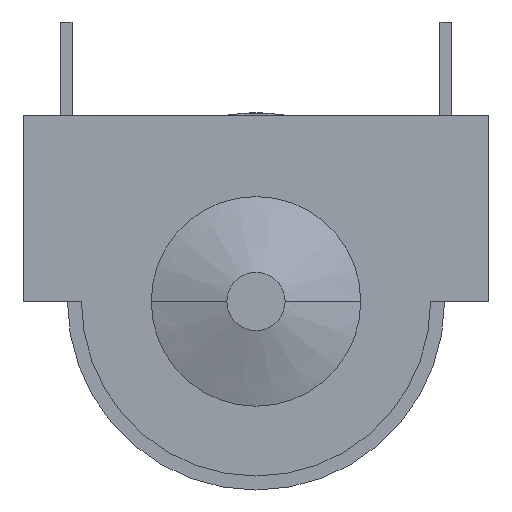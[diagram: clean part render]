
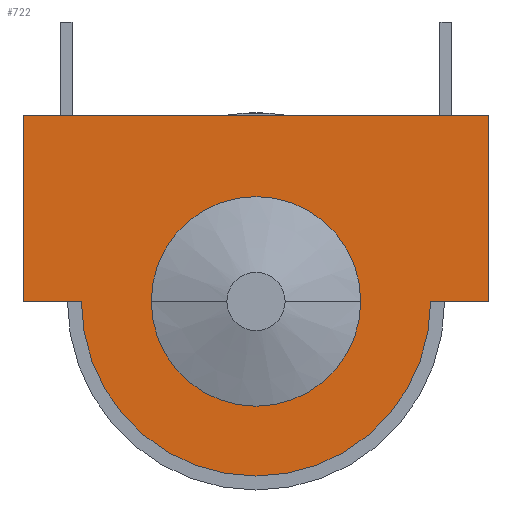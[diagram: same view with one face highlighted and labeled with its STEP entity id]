
A CAD part, left-side view. The second image highlights one B-rep face of the part: STEP entity #722.
In plain terms, the highlighted planar face has unit normal (-1, 0, 0).
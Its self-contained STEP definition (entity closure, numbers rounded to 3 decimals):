
#1=CARTESIAN_POINT('',(0.,0.,0.));
#2=DIRECTION('',(1.,0.,0.));
#3=DIRECTION('',(0.,-1.,0.));
#4=AXIS2_PLACEMENT_3D('',#1,#2,#3);
#6=CARTESIAN_POINT('',(0.,0.,0.));
#7=DIRECTION('',(-1.,0.,0.));
#8=DIRECTION('',(0.,1.,0.));
#9=AXIS2_PLACEMENT_3D('',#6,#7,#8);
#11=CARTESIAN_POINT('',(0.,0.,0.));
#12=DIRECTION('',(-1.,0.,0.));
#13=DIRECTION('',(0.,-1.,0.));
#14=AXIS2_PLACEMENT_3D('',#11,#12,#13);
#16=DIRECTION('',(0.,0.,-1.));
#17=VECTOR('',#16,8.);
#18=CARTESIAN_POINT('',(0.,10.,8.));
#19=LINE('',#18,#17);
#24=DIRECTION('',(0.,-1.,0.));
#25=VECTOR('',#24,2.5);
#26=CARTESIAN_POINT('',(0.,10.,0.));
#27=LINE('',#26,#25);
#54=DIRECTION('',(0.,-1.,0.));
#55=VECTOR('',#54,2.5);
#56=CARTESIAN_POINT('',(0.,-7.5,0.));
#57=LINE('',#56,#55);
#62=DIRECTION('',(0.,0.,1.));
#63=VECTOR('',#62,8.);
#64=CARTESIAN_POINT('',(0.,-10.,0.));
#65=LINE('',#64,#63);
#78=DIRECTION('',(0.,1.,0.));
#79=VECTOR('',#78,20.);
#80=CARTESIAN_POINT('',(0.,-10.,8.));
#81=LINE('',#80,#79);
#537=CARTESIAN_POINT('',(0.,10.,8.));
#538=CARTESIAN_POINT('',(0.,10.,0.));
#539=VERTEX_POINT('',#537);
#540=VERTEX_POINT('',#538);
#541=CARTESIAN_POINT('',(0.,-10.,8.));
#542=VERTEX_POINT('',#541);
#543=CARTESIAN_POINT('',(0.,-10.,0.));
#544=VERTEX_POINT('',#543);
#545=CARTESIAN_POINT('',(0.,-7.5,0.));
#546=VERTEX_POINT('',#545);
#547=CARTESIAN_POINT('',(0.,7.5,0.));
#548=VERTEX_POINT('',#547);
#549=CARTESIAN_POINT('',(0.,4.5,0.));
#550=CARTESIAN_POINT('',(0.,-4.5,0.));
#551=VERTEX_POINT('',#549);
#552=VERTEX_POINT('',#550);
#697=CARTESIAN_POINT('',(0.,0.,0.246));
#698=DIRECTION('',(1.,0.,0.));
#699=DIRECTION('',(0.,-1.,0.));
#700=AXIS2_PLACEMENT_3D('',#697,#698,#699);
#701=PLANE('',#700);
#703=ORIENTED_EDGE('',*,*,#702,.F.);
#705=ORIENTED_EDGE('',*,*,#704,.F.);
#707=ORIENTED_EDGE('',*,*,#706,.F.);
#709=ORIENTED_EDGE('',*,*,#708,.F.);
#711=ORIENTED_EDGE('',*,*,#710,.T.);
#713=ORIENTED_EDGE('',*,*,#712,.F.);
#714=EDGE_LOOP('',(#703,#705,#707,#709,#711,#713));
#715=FACE_OUTER_BOUND('',#714,.F.);
#717=ORIENTED_EDGE('',*,*,#716,.T.);
#719=ORIENTED_EDGE('',*,*,#718,.T.);
#720=EDGE_LOOP('',(#717,#719));
#721=FACE_BOUND('',#720,.F.);
#5=CIRCLE('',#4,7.5);
#10=CIRCLE('',#9,4.5);
#15=CIRCLE('',#14,4.5);
#702=EDGE_CURVE('',#539,#540,#19,.T.);
#704=EDGE_CURVE('',#542,#539,#81,.T.);
#706=EDGE_CURVE('',#544,#542,#65,.T.);
#708=EDGE_CURVE('',#546,#544,#57,.T.);
#710=EDGE_CURVE('',#546,#548,#5,.T.);
#712=EDGE_CURVE('',#540,#548,#27,.T.);
#716=EDGE_CURVE('',#551,#552,#10,.T.);
#718=EDGE_CURVE('',#552,#551,#15,.T.);
#722=ADVANCED_FACE('',(#715,#721),#701,.F.);
